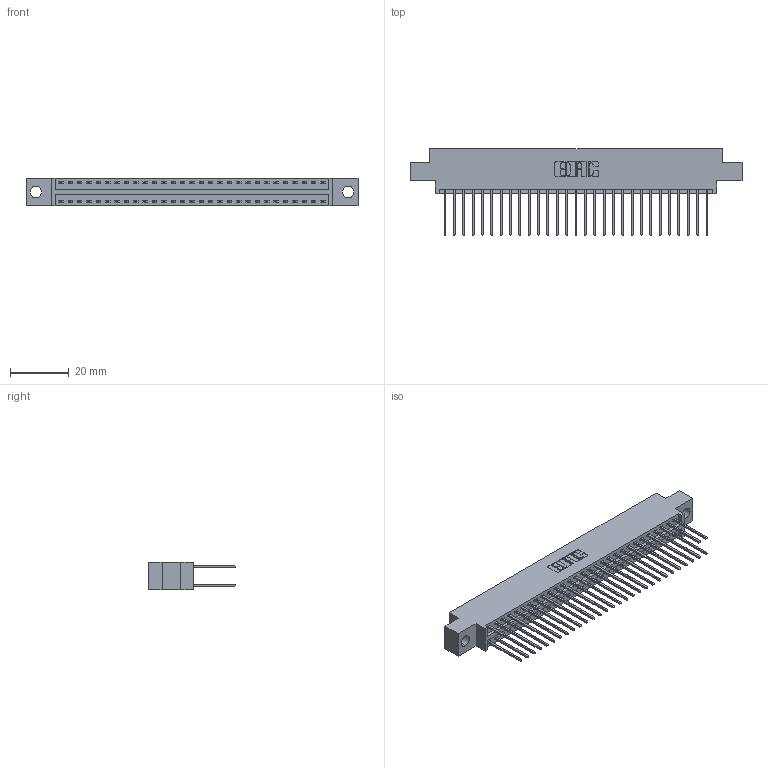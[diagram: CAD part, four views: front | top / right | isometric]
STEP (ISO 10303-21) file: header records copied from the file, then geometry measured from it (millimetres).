
FILE_DESCRIPTION (( 'STEP AP203' ), '1' );
FILE_NAME ('346-058-540-804.STEP', '2018-08-28T04:15:12', ( '' ), ( '' ), 'SwSTEP 2.0', 'SolidWorks 2016', '' );
FILE_SCHEMA (( 'CONFIG_CONTROL_DESIGN' ));
Length unit declared in the file: inch
Products named in the file (3): 346 Part_0.170 Offset - 0.156 Dia-TH; 345-292-001_345-293-140; 346-058-540-804
Assembly tree (59 placements, depth 2):
  346-058-540-804
    346 Part_0.170 Offset - 0.156 Dia-TH
    345-292-001_345-293-140  x58
Bounding box: 112.65 x 29.46 x 9.4 mm (x, y, z)
Volume: 10861.1 mm3; surface area: 15758 mm2
Topology: 59 solids, 59 shells, 3142 faces, 9331 edges, 6142 vertices
Faces by surface type: plane 2110, cylinder 1032
Entity records: 20829 total; most frequent: CARTESIAN_POINT 3452, ORIENTED_EDGE 3386, DIRECTION 3093, EDGE_CURVE 1693, VECTOR 1445, LINE 1445, VERTEX_POINT 1126, AXIS2_PLACEMENT_3D 824
